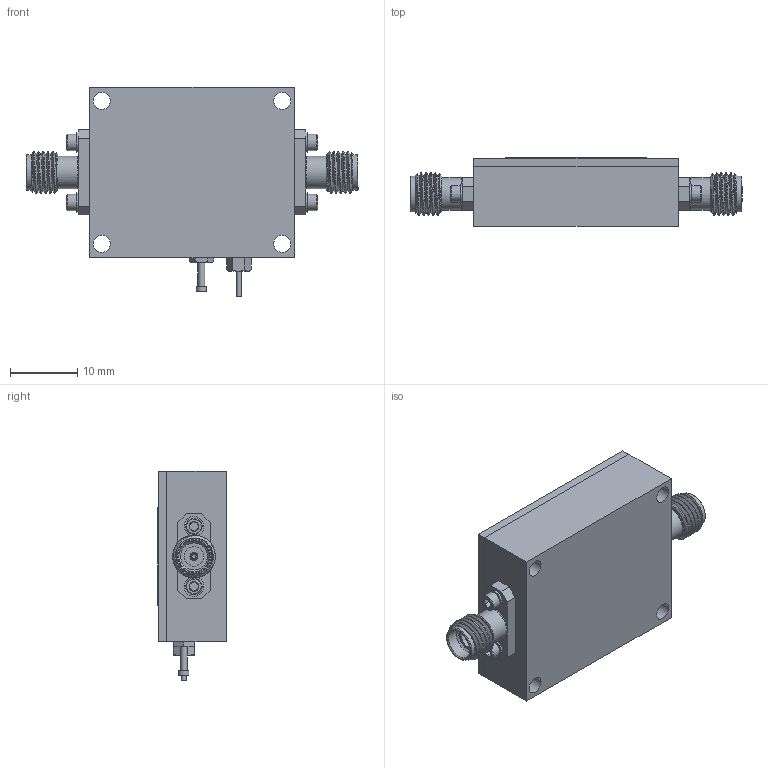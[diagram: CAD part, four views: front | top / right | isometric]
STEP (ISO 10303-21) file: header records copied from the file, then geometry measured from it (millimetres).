
FILE_DESCRIPTION (( 'STEP AP203' ), '1' );
FILE_NAME ('FMAM3300_3D.step', '2022-04-01T18:40:18', ( '' ), ( '' ), 'SwSTEP 2.0', 'SolidWorks 2021', '' );
FILE_SCHEMA (( 'CONFIG_CONTROL_DESIGN' ));
Length unit declared in the file: inch
Products named in the file (1): FMAM3300_3D
Bounding box: 49.53 x 10.24 x 31.24 mm (x, y, z)
Volume: 8190.4 mm3; surface area: 3878.1 mm2
Topology: 1 solids, 7 shells, 273 faces, 613 edges, 377 vertices
Faces by surface type: plane 133, cone 60, cylinder 54, bspline 22, torus 4
Full cylindrical faces by diameter (mm): 0.6 x1, 0.762 x1, 0.94 x2, 1.016 x1, 1.194 x4, 1.524 x13, 1.854 x4, 2.438 x4, 2.54 x6, 2.92 x2, 2.946 x4, 4.521 x2, 4.826 x2, 5.334 x2
Entity records: 13148 total; most frequent: CARTESIAN_POINT 7857, DIRECTION 1040, ORIENTED_EDGE 992, EDGE_CURVE 496, AXIS2_PLACEMENT_3D 422, EDGE_LOOP 370, VERTEX_POINT 334, FACE_OUTER_BOUND 303
